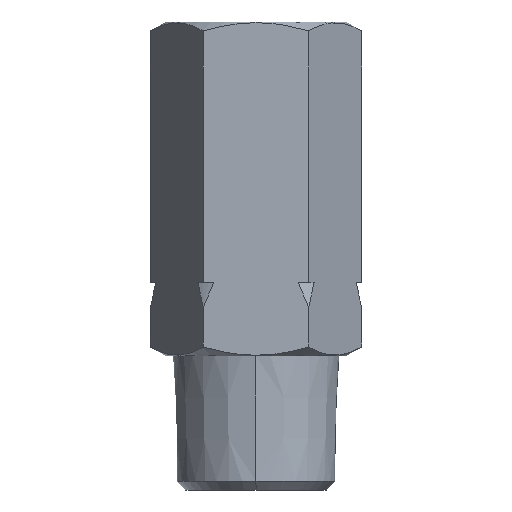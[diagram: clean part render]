
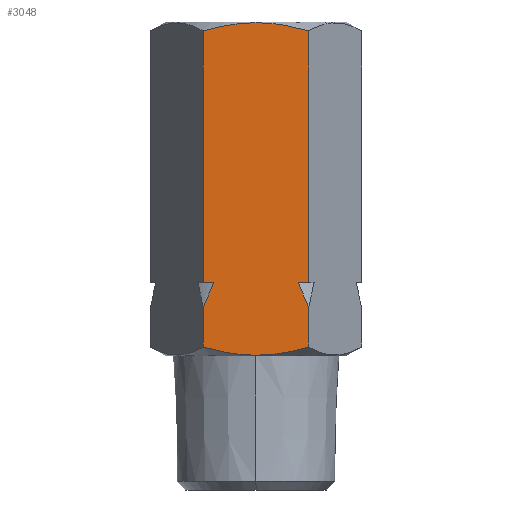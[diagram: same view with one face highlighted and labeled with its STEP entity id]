
A CAD part, left-side view. The second image highlights one B-rep face of the part: STEP entity #3048.
In plain terms, the highlighted planar face has unit normal (-1, 0, 0).
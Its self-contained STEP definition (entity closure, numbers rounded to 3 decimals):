
#256 = CARTESIAN_POINT ( 'NONE',  ( -7.5, 3.624, -26.876 ) ) ;
#260 = ORIENTED_EDGE ( 'NONE', *, *, #2717, .T. ) ;
#301 = CARTESIAN_POINT ( 'NONE',  ( -7.5, -4.33, -23.4 ) ) ;
#314 = PLANE ( 'NONE',  #4723 ) ;
#316 = CARTESIAN_POINT ( 'NONE',  ( -7.5, 1.471, -27.278 ) ) ;
#334 = CARTESIAN_POINT ( 'NONE',  ( -7.5, 8.66, -21.4 ) ) ;
#368 = DIRECTION ( 'NONE',  ( 0., 0., 1. ) ) ;
#397 = LINE ( 'NONE', #2142, #3300 ) ;
#409 = VERTEX_POINT ( 'NONE', #3915 ) ;
#465 = EDGE_CURVE ( 'NONE', #5082, #4030, #1024, .T. ) ;
#499 = VERTEX_POINT ( 'NONE', #2438 ) ;
#500 = LINE ( 'NONE', #1753, #3222 ) ;
#508 = ORIENTED_EDGE ( 'NONE', *, *, #1429, .T. ) ;
#582 = CARTESIAN_POINT ( 'NONE',  ( -7.5, 3.774, -22.057 ) ) ;
#622 = EDGE_CURVE ( 'NONE', #4606, #4697, #500, .T. ) ;
#908 = B_SPLINE_CURVE_WITH_KNOTS ( 'NONE', 3,
 ( #301, #5495, #1083, #1583 ),
 .UNSPECIFIED., .F., .F.,
 ( 4, 4 ),
 ( 0.006, 0.008 ),
 .UNSPECIFIED. ) ;
#914 = CARTESIAN_POINT ( 'NONE',  ( -7.5, 0., -27.342 ) ) ;
#996 = ORIENTED_EDGE ( 'NONE', *, *, #622, .T. ) ;
#1024 = LINE ( 'NONE', #1393, #4647 ) ;
#1026 = ORIENTED_EDGE ( 'NONE', *, *, #2205, .T. ) ;
#1033 = LINE ( 'NONE', #1478, #2897 ) ;
#1039 = CARTESIAN_POINT ( 'NONE',  ( -7.5, 2.914, -0.356 ) ) ;
#1045 = VERTEX_POINT ( 'NONE', #1223 ) ;
#1083 = CARTESIAN_POINT ( 'NONE',  ( -7.5, -3.775, -22.058 ) ) ;
#1116 = CARTESIAN_POINT ( 'NONE',  ( -7.5, 4.33, -26.673 ) ) ;
#1125 = VERTEX_POINT ( 'NONE', #1786 ) ;
#1192 = EDGE_CURVE ( 'NONE', #4697, #5082, #2930, .T. ) ;
#1223 = CARTESIAN_POINT ( 'NONE',  ( -7.5, -4.33, -23.4 ) ) ;
#1235 = FACE_OUTER_BOUND ( 'NONE', #4586, .T. ) ;
#1308 = ORIENTED_EDGE ( 'NONE', *, *, #465, .T. ) ;
#1352 = B_SPLINE_CURVE_WITH_KNOTS ( 'NONE', 3,
 ( #2900, #256, #3322, #316, #4122, #5483 ),
 .UNSPECIFIED., .F., .F.,
 ( 4, 2, 4 ),
 ( 0.009, 0.012, 0.014 ),
 .UNSPECIFIED. ) ;
#1393 = CARTESIAN_POINT ( 'NONE',  ( -7.5, 4.33, 0. ) ) ;
#1429 = EDGE_CURVE ( 'NONE', #4030, #499, #1352, .T. ) ;
#1432 = CARTESIAN_POINT ( 'NONE',  ( -7.5, 4.33, -21.4 ) ) ;
#1462 = CARTESIAN_POINT ( 'NONE',  ( -7.5, 3.625, -0.524 ) ) ;
#1478 = CARTESIAN_POINT ( 'NONE',  ( -7.5, -4.33, 0. ) ) ;
#1583 = CARTESIAN_POINT ( 'NONE',  ( -7.5, -3.461, -21.4 ) ) ;
#1646 = LINE ( 'NONE', #3772, #4985 ) ;
#1662 = CARTESIAN_POINT ( 'NONE',  ( -7.5, -4.33, -26.673 ) ) ;
#1753 = CARTESIAN_POINT ( 'NONE',  ( -7.5, 8.66, -21.4 ) ) ;
#1771 = DIRECTION ( 'NONE',  ( 0., 0., 1. ) ) ;
#1786 = CARTESIAN_POINT ( 'NONE',  ( -7.5, -4.33, -0.727 ) ) ;
#1872 = CARTESIAN_POINT ( 'NONE',  ( -7.5, 4.33, -23.4 ) ) ;
#2032 = CARTESIAN_POINT ( 'NONE',  ( -7.5, -1.471, -0.122 ) ) ;
#2049 = DIRECTION ( 'NONE',  ( 0., 0., -1. ) ) ;
#2080 = B_SPLINE_CURVE_WITH_KNOTS ( 'NONE', 3,
 ( #2431, #5573, #3413, #2032, #2117, #2548 ),
 .UNSPECIFIED., .F., .F.,
 ( 4, 2, 4 ),
 ( 0.009, 0.012, 0.014 ),
 .UNSPECIFIED. ) ;
#2117 = CARTESIAN_POINT ( 'NONE',  ( -7.5, -0.741, -0.058 ) ) ;
#2142 = CARTESIAN_POINT ( 'NONE',  ( -7.5, -4.33, 0. ) ) ;
#2205 = EDGE_CURVE ( 'NONE', #409, #1125, #397, .T. ) ;
#2297 = ORIENTED_EDGE ( 'NONE', *, *, #4974, .T. ) ;
#2431 = CARTESIAN_POINT ( 'NONE',  ( -7.5, -4.33, -0.727 ) ) ;
#2438 = CARTESIAN_POINT ( 'NONE',  ( -7.5, 0., -27.342 ) ) ;
#2449 = EDGE_CURVE ( 'NONE', #5221, #1045, #1033, .T. ) ;
#2489 = LINE ( 'NONE', #334, #4894 ) ;
#2548 = CARTESIAN_POINT ( 'NONE',  ( -7.5, 0., -0.058 ) ) ;
#2638 = ORIENTED_EDGE ( 'NONE', *, *, #2449, .T. ) ;
#2717 = EDGE_CURVE ( 'NONE', #1045, #2747, #908, .T. ) ;
#2747 = VERTEX_POINT ( 'NONE', #3710 ) ;
#2795 = CARTESIAN_POINT ( 'NONE',  ( -7.5, -4.33, -26.673 ) ) ;
#2897 = VECTOR ( 'NONE', #4131, 1000. ) ;
#2900 = CARTESIAN_POINT ( 'NONE',  ( -7.5, 4.33, -26.673 ) ) ;
#2930 = B_SPLINE_CURVE_WITH_KNOTS ( 'NONE', 3,
 ( #5329, #582, #4012, #1872 ),
 .UNSPECIFIED., .F., .F.,
 ( 4, 4 ),
 ( 0.019, 0.021 ),
 .UNSPECIFIED. ) ;
#2948 = ORIENTED_EDGE ( 'NONE', *, *, #4849, .T. ) ;
#2964 = VERTEX_POINT ( 'NONE', #4119 ) ;
#3030 = CARTESIAN_POINT ( 'NONE',  ( -7.5, -3.625, -26.876 ) ) ;
#3048 = ADVANCED_FACE ( 'NONE', ( #1235 ), #314, .T. ) ;
#3066 = CARTESIAN_POINT ( 'NONE',  ( -7.5, 3.461, -21.4 ) ) ;
#3166 = ORIENTED_EDGE ( 'NONE', *, *, #5319, .T. ) ;
#3182 = B_SPLINE_CURVE_WITH_KNOTS ( 'NONE', 3,
 ( #5498, #5374, #5120, #1039, #1462, #4529 ),
 .UNSPECIFIED., .F., .F.,
 ( 4, 2, 4 ),
 ( 0.014, 0.016, 0.018 ),
 .UNSPECIFIED. ) ;
#3222 = VECTOR ( 'NONE', #4335, 1000. ) ;
#3227 = CARTESIAN_POINT ( 'NONE',  ( -7.5, 4.33, -23.4 ) ) ;
#3300 = VECTOR ( 'NONE', #368, 1000. ) ;
#3322 = CARTESIAN_POINT ( 'NONE',  ( -7.5, 2.913, -27.044 ) ) ;
#3339 = DIRECTION ( 'NONE',  ( 0., -1., 0. ) ) ;
#3351 = CARTESIAN_POINT ( 'NONE',  ( -7.5, 4.33, -38.4 ) ) ;
#3413 = CARTESIAN_POINT ( 'NONE',  ( -7.5, -2.913, -0.356 ) ) ;
#3710 = CARTESIAN_POINT ( 'NONE',  ( -7.5, -3.461, -21.4 ) ) ;
#3735 = B_SPLINE_CURVE_WITH_KNOTS ( 'NONE', 3,
 ( #914, #3913, #5227, #5615, #3030, #1662 ),
 .UNSPECIFIED., .F., .F.,
 ( 4, 2, 4 ),
 ( 0.014, 0.016, 0.018 ),
 .UNSPECIFIED. ) ;
#3772 = CARTESIAN_POINT ( 'NONE',  ( -7.5, 4.33, 0. ) ) ;
#3786 = ORIENTED_EDGE ( 'NONE', *, *, #4481, .T. ) ;
#3913 = CARTESIAN_POINT ( 'NONE',  ( -7.5, -0.741, -27.342 ) ) ;
#3915 = CARTESIAN_POINT ( 'NONE',  ( -7.5, -4.33, -21.4 ) ) ;
#4012 = CARTESIAN_POINT ( 'NONE',  ( -7.5, 4.06, -22.726 ) ) ;
#4030 = VERTEX_POINT ( 'NONE', #1116 ) ;
#4081 = ORIENTED_EDGE ( 'NONE', *, *, #1192, .T. ) ;
#4119 = CARTESIAN_POINT ( 'NONE',  ( -7.5, 4.33, -0.727 ) ) ;
#4122 = CARTESIAN_POINT ( 'NONE',  ( -7.5, 0.741, -27.342 ) ) ;
#4131 = DIRECTION ( 'NONE',  ( 0., 0., 1. ) ) ;
#4335 = DIRECTION ( 'NONE',  ( 0., -1., 0. ) ) ;
#4457 = CARTESIAN_POINT ( 'NONE',  ( -7.5, 0., -0.058 ) ) ;
#4481 = EDGE_CURVE ( 'NONE', #1125, #5584, #2080, .T. ) ;
#4529 = CARTESIAN_POINT ( 'NONE',  ( -7.5, 4.33, -0.727 ) ) ;
#4566 = ORIENTED_EDGE ( 'NONE', *, *, #4896, .T. ) ;
#4586 = EDGE_LOOP ( 'NONE', ( #508, #3166, #2638, #260, #2297, #1026, #3786, #4566, #2948, #996, #4081, #1308 ) ) ;
#4606 = VERTEX_POINT ( 'NONE', #1432 ) ;
#4647 = VECTOR ( 'NONE', #5413, 1000. ) ;
#4697 = VERTEX_POINT ( 'NONE', #3066 ) ;
#4723 = AXIS2_PLACEMENT_3D ( 'NONE', #3351, #5243, #1771 ) ;
#4849 = EDGE_CURVE ( 'NONE', #2964, #4606, #1646, .T. ) ;
#4894 = VECTOR ( 'NONE', #3339, 1000. ) ;
#4896 = EDGE_CURVE ( 'NONE', #5584, #2964, #3182, .T. ) ;
#4974 = EDGE_CURVE ( 'NONE', #2747, #409, #2489, .T. ) ;
#4985 = VECTOR ( 'NONE', #2049, 1000. ) ;
#5082 = VERTEX_POINT ( 'NONE', #3227 ) ;
#5120 = CARTESIAN_POINT ( 'NONE',  ( -7.5, 1.473, -0.122 ) ) ;
#5221 = VERTEX_POINT ( 'NONE', #2795 ) ;
#5227 = CARTESIAN_POINT ( 'NONE',  ( -7.5, -1.473, -27.278 ) ) ;
#5243 = DIRECTION ( 'NONE',  ( -1., 0., 0. ) ) ;
#5319 = EDGE_CURVE ( 'NONE', #499, #5221, #3735, .T. ) ;
#5329 = CARTESIAN_POINT ( 'NONE',  ( -7.5, 3.461, -21.4 ) ) ;
#5374 = CARTESIAN_POINT ( 'NONE',  ( -7.5, 0.741, -0.058 ) ) ;
#5413 = DIRECTION ( 'NONE',  ( 0., 0., -1. ) ) ;
#5483 = CARTESIAN_POINT ( 'NONE',  ( -7.5, 0., -27.342 ) ) ;
#5495 = CARTESIAN_POINT ( 'NONE',  ( -7.5, -4.06, -22.726 ) ) ;
#5498 = CARTESIAN_POINT ( 'NONE',  ( -7.5, 0., -0.058 ) ) ;
#5573 = CARTESIAN_POINT ( 'NONE',  ( -7.5, -3.624, -0.524 ) ) ;
#5584 = VERTEX_POINT ( 'NONE', #4457 ) ;
#5615 = CARTESIAN_POINT ( 'NONE',  ( -7.5, -2.914, -27.044 ) ) ;
